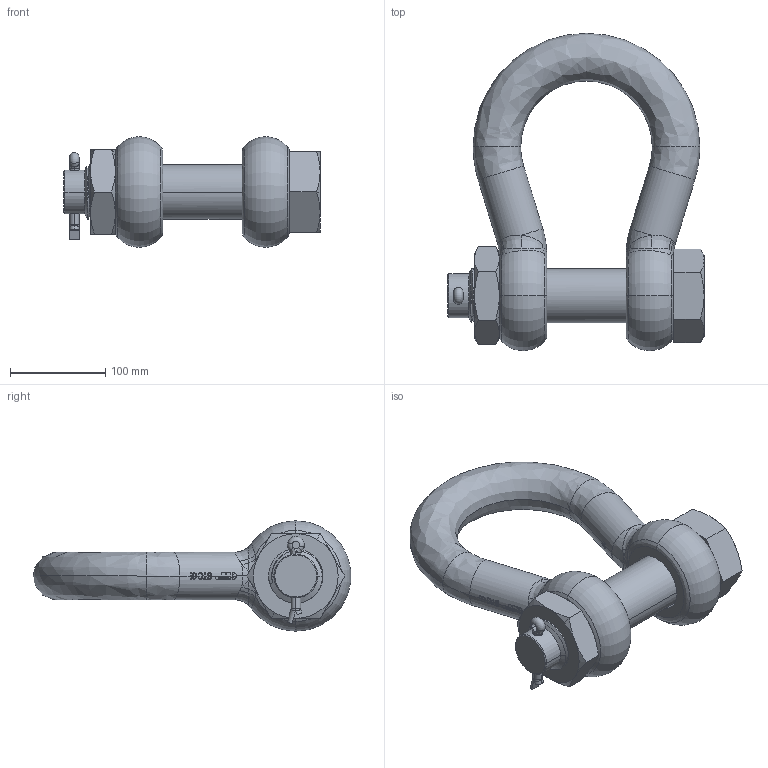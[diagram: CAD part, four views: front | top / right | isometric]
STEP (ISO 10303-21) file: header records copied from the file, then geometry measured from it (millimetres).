
FILE_DESCRIPTION (( 'STEP AP203' ), '1' );
FILE_NAME ('POGHMB50.STEP', '2009-08-26T08:17:15', ( '.' ), ( '.' ), 'SwSTEP 2.0', 'SolidWorks 2009', '' );
FILE_SCHEMA (( 'CONFIG_CONTROL_DESIGN' ));
Length unit declared in the file: millimetre
Products named in the file (5): 35_2; 35_3; POGHMB50; 35; 35_1
Assembly tree (4 placements, depth 2):
  POGHMB50
    35
    35_1
    35_2
    35_3
Bounding box: 269 x 333.08 x 116 mm (x, y, z)
Volume: 2527750.6 mm3; surface area: 245429 mm2
Topology: 4 solids, 4 shells, 737 faces, 2037 edges, 1322 vertices
Faces by surface type: bspline 341, plane 244, cylinder 113, cone 28, torus 11
Entity records: 38528 total; most frequent: CARTESIAN_POINT 22334, ORIENTED_EDGE 4058, EDGE_CURVE 2029, DIRECTION 2009, VERTEX_POINT 1322, VECTOR 875, LINE 875, B_SPLINE_CURVE_WITH_KNOTS 816
